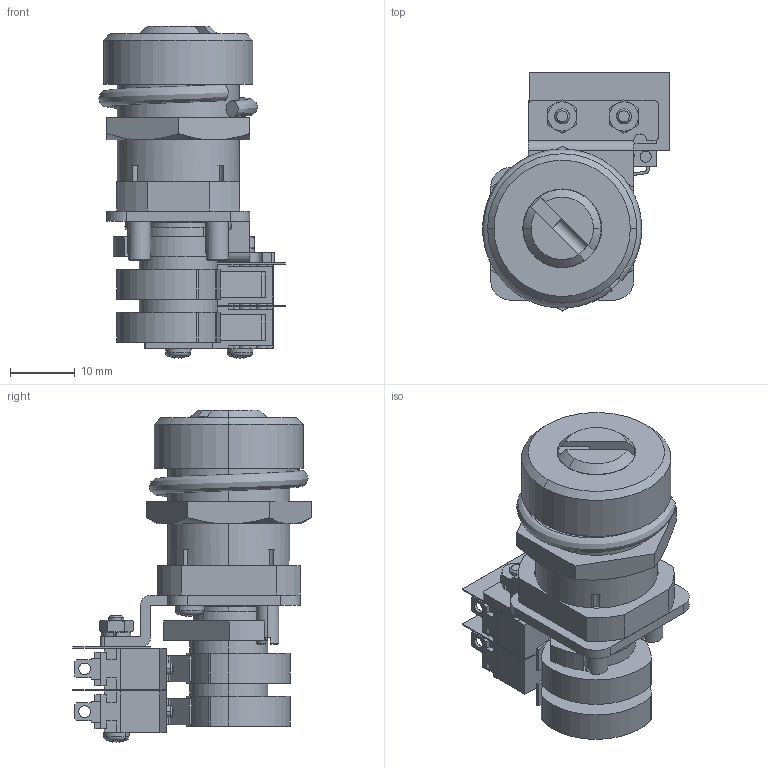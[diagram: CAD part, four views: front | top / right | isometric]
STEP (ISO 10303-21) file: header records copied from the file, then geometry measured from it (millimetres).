
FILE_DESCRIPTION (( 'STEP AP203' ), '1' );
FILE_NAME ('S-388-90-E-2.STEP', '2019-07-22T02:18:03', ( '' ), ( '' ), 'SwSTEP 2.0', 'SolidWorks 2014', '' );
FILE_SCHEMA (( 'CONFIG_CONTROL_DESIGN' ));
Length unit declared in the file: millimetre
Products named in the file (18): S-388-90-E-2_リングワッシャー_; S-388-90-E-2_十字穴付小ねじ_内径基準ver1.02__M3x16十字穴付なべ小ねじ(鉄)ダブルセムス(P3); S-388-90-E-2_120亱僇儉_; S-388-90-E-2_十字穴付小ねじ_内径基準ver1.02__M2.6x6十字穴付なべ小ねじ(鉄); S-388-90-E-2; S-388-90-E-2_化粧リング_; S-388-90-E-2_マイクロスイッチAssy_; S-388-90-E-2_スプリングワッシャー_M2.3_; S-388-90-E-2_六角ナット_M19_; S-388-90-E-2_マイクロスイッチ_; S-388-90-E-2_ストッパーピン_; S-388-90-E-2_ローター_; S-388-90-E-2_十字穴付なべ小ねじ_M2.3_; S-388-90-E-2_ナット_M2.3_; S-388-90-E-2_取付け板_; S-388-90-E-2_ハウジング_; S-388-90-E-2_インシュレータ_; S-388-90-E-2_ストッパーカム_
Assembly tree (23 placements, depth 3):
  S-388-90-E-2
    S-388-90-E-2_ハウジング_
    S-388-90-E-2_化粧リング_
    S-388-90-E-2_ローター_
    S-388-90-E-2_リングワッシャー_
    S-388-90-E-2_六角ナット_M19_
    S-388-90-E-2_取付け板_
    S-388-90-E-2_十字穴付小ねじ_内径基準ver1.02__M2.6x6十字穴付なべ小ねじ(鉄)  x2
    S-388-90-E-2_ストッパーピン_  x2
    S-388-90-E-2_ストッパーカム_
    S-388-90-E-2_スプリングワッシャー_M2.3_  x2
    S-388-90-E-2_ナット_M2.3_  x2
    S-388-90-E-2_マイクロスイッチAssy_  x2
      S-388-90-E-2_120亱僇儉_
      S-388-90-E-2_マイクロスイッチ_
      S-388-90-E-2_インシュレータ_
    S-388-90-E-2_十字穴付なべ小ねじ_M2.3_  x2
    S-388-90-E-2_十字穴付小ねじ_内径基準ver1.02__M3x16十字穴付なべ小ねじ(鉄)ダブルセムス(P3)
Bounding box: 28.75 x 36.7 x 51.14 mm (x, y, z)
Volume: 16301.9 mm3; surface area: 16120.9 mm2
Topology: 24 solids, 24 shells, 807 faces, 2103 edges, 1370 vertices
Faces by surface type: plane 490, cylinder 205, cone 82, torus 14, sphere 14, bspline 2
Entity records: 18516 total; most frequent: CARTESIAN_POINT 3469, DIRECTION 2754, ORIENTED_EDGE 2676, EDGE_CURVE 1338, AXIS2_PLACEMENT_3D 964, VERTEX_POINT 873, LINE 826, VECTOR 826
